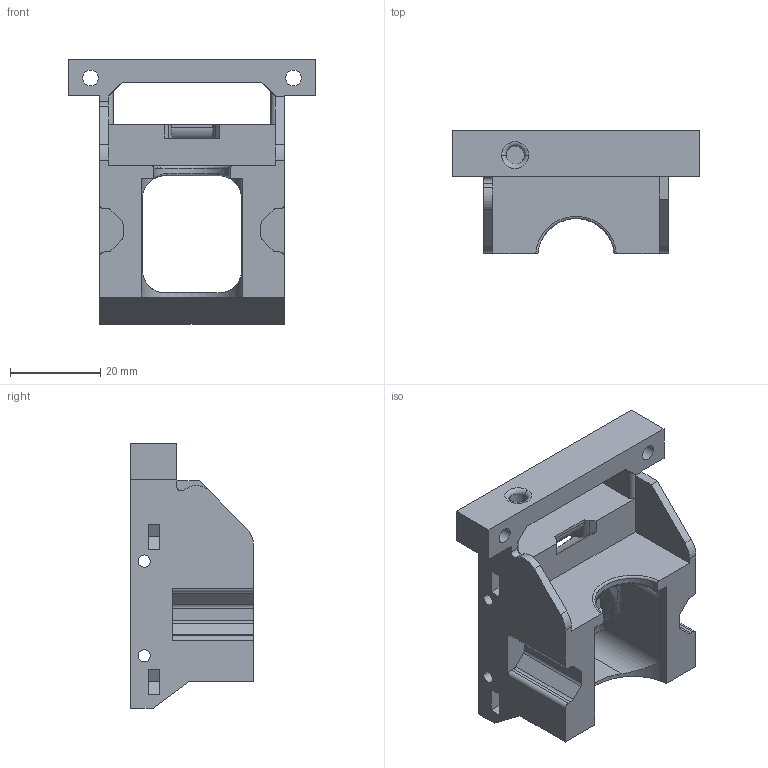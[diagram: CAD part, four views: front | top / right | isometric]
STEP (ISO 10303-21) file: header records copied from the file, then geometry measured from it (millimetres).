
FILE_DESCRIPTION(('CATIA V5 STEP Exchange'),'2;1');
FILE_NAME('HYPERCUBE-EVO-0007_NGEN_V2_40.stp','2020-05-20T17:11:41+00:00',('none'),('none'),'CATIA Version 5 Release 21 GA (IN-10)','CATIA V5 STEP AP203','none');
FILE_SCHEMA(('CONFIG_CONTROL_DESIGN'));
Length unit declared in the file: millimetre
Products named in the file (1): HYPERCUBE-EVO-0007_NGEN_V2_40
Bounding box: 55 x 27.22 x 58.6 mm (x, y, z)
Volume: 21761.1 mm3; surface area: 12483.5 mm2
Topology: 1 solids, 1 shells, 222 faces, 612 edges, 399 vertices
Faces by surface type: plane 125, cylinder 69, bspline 17, torus 8, cone 3
Entity records: 8045 total; most frequent: CARTESIAN_POINT 2882, ORIENTED_EDGE 1224, DIRECTION 756, EDGE_CURVE 612, VERTEX_POINT 399, VECTOR 365, LINE 365, AXIS2_PLACEMENT_3D 268
